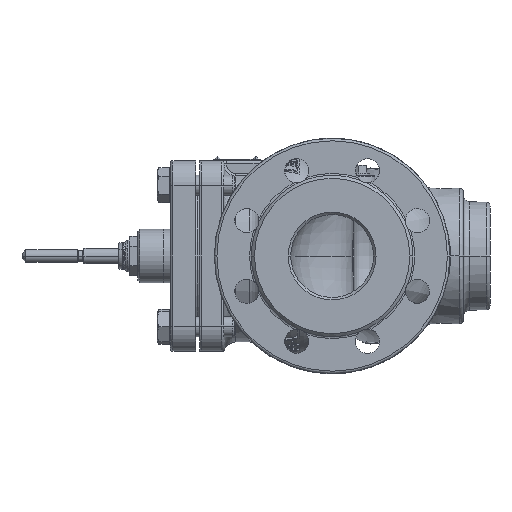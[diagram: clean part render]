
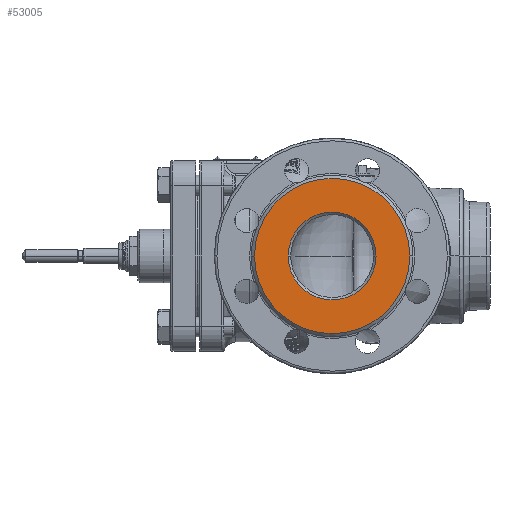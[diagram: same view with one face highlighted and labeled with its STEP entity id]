
A CAD part, left-side view. The second image highlights one B-rep face of the part: STEP entity #53005.
In plain terms, the highlighted planar face has unit normal (-1, 0, 0).
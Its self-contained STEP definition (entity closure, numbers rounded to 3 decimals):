
#12423=CARTESIAN_POINT('',(-145.,0.,0.));
#12424=DIRECTION('',(1.,0.,0.));
#12425=DIRECTION('',(0.,1.,0.));
#12426=AXIS2_PLACEMENT_3D('',#12423,#12424,#12425);
#12493=CARTESIAN_POINT('',(-145.,0.,0.));
#12494=DIRECTION('',(1.,0.,0.));
#12495=DIRECTION('',(0.,-1.,0.));
#12496=AXIS2_PLACEMENT_3D('',#12493,#12494,#12495);
#12547=CARTESIAN_POINT('',(-145.,0.,0.));
#12548=DIRECTION('',(1.,0.,0.));
#12549=DIRECTION('',(0.,-1.,0.));
#12550=AXIS2_PLACEMENT_3D('',#12547,#12548,#12549);
#12552=CARTESIAN_POINT('',(-145.,0.,0.));
#12553=DIRECTION('',(1.,0.,0.));
#12554=DIRECTION('',(0.,1.,0.));
#12555=AXIS2_PLACEMENT_3D('',#12552,#12553,#12554);
#27422=CARTESIAN_POINT('',(-145.,61.,0.));
#27423=CARTESIAN_POINT('',(-145.,-61.,0.));
#27424=VERTEX_POINT('',#27422);
#27425=VERTEX_POINT('',#27423);
#27426=CARTESIAN_POINT('',(-145.,-34.5,0.));
#27427=CARTESIAN_POINT('',(-145.,34.5,0.));
#27428=VERTEX_POINT('',#27426);
#27429=VERTEX_POINT('',#27427);
#52990=CARTESIAN_POINT('',(-145.,0.,0.));
#52991=DIRECTION('',(-1.,0.,0.));
#52992=DIRECTION('',(0.,-1.,0.));
#52993=AXIS2_PLACEMENT_3D('',#52990,#52991,#52992);
#52994=PLANE('',#52993);
#52995=ORIENTED_EDGE('',*,*,#52904,.T.);
#52996=ORIENTED_EDGE('',*,*,#52959,.T.);
#52997=EDGE_LOOP('',(#52995,#52996));
#52998=FACE_OUTER_BOUND('',#52997,.F.);
#53000=ORIENTED_EDGE('',*,*,#52999,.F.);
#53002=ORIENTED_EDGE('',*,*,#53001,.F.);
#53003=EDGE_LOOP('',(#53000,#53002));
#53004=FACE_BOUND('',#53003,.F.);
#53005=ADVANCED_FACE('',(#52998,#53004),#52994,.T.);
#12427=CIRCLE('',#12426,61.);
#12497=CIRCLE('',#12496,61.);
#12551=CIRCLE('',#12550,34.5);
#12556=CIRCLE('',#12555,34.5);
#52904=EDGE_CURVE('',#27424,#27425,#12427,.T.);
#52959=EDGE_CURVE('',#27425,#27424,#12497,.T.);
#52999=EDGE_CURVE('',#27428,#27429,#12551,.T.);
#53001=EDGE_CURVE('',#27429,#27428,#12556,.T.);
